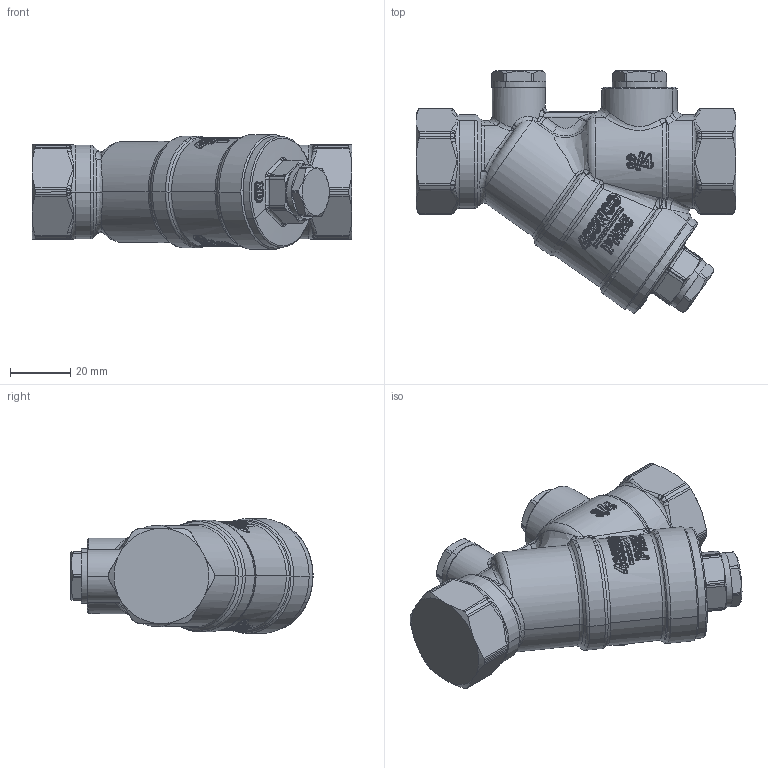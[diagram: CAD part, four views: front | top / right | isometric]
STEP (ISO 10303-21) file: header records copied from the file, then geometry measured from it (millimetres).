
FILE_DESCRIPTION(('CATIA V5 STEP Exchange'),'2;1');
FILE_NAME('STEP_125151_-_TST.stp','2019-02-06T07:50:39+00:00',('none'),('none'),'CATIA Version 5-6 Release 2016 SP4','CATIA V5 STEP AP203','none');
FILE_SCHEMA(('CONFIG_CONTROL_DESIGN'));
Products named in the file (1): 125151 - TST
Bounding box: 106 x 80.28 x 37.94 mm (x, y, z)
Volume: 135367.7 mm3; surface area: 21607.8 mm2
Topology: 1 solids, 5 shells, 2245 faces, 5204 edges, 2791 vertices
Faces by surface type: bspline 1387, cylinder 370, sphere 169, plane 148, cone 87, torus 84
Entity records: 147004 total; most frequent: CARTESIAN_POINT 110445, ORIENTED_EDGE 9980, EDGE_CURVE 4990, B_SPLINE_CURVE_WITH_KNOTS 3559, VERTEX_POINT 2791, DIRECTION 2771, EDGE_LOOP 2289, ADVANCED_FACE 2245
